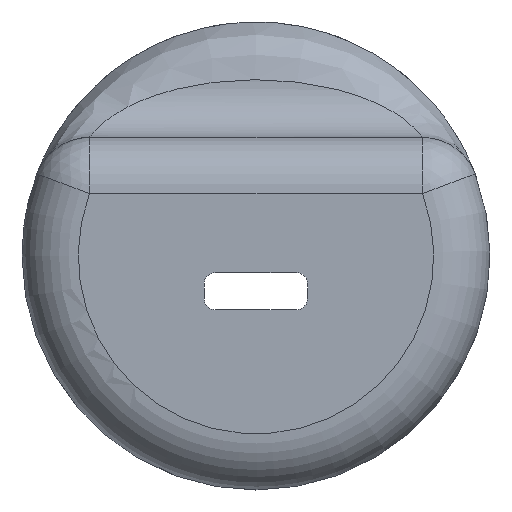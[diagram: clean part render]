
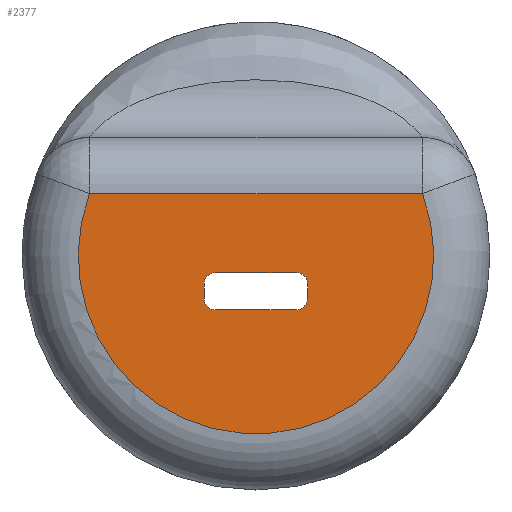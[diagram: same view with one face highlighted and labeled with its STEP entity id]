
A CAD part, front view. The second image highlights one B-rep face of the part: STEP entity #2377.
In plain terms, the highlighted planar face has unit normal (0, -1, 0).
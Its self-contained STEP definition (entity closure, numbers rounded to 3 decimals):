
#37=PLANE('',#2576);
#109=FACE_BOUND('',#329,.T.);
#179=FACE_OUTER_BOUND('',#328,.T.);
#328=EDGE_LOOP('',(#1887,#1888));
#329=EDGE_LOOP('',(#1889,#1890,#1891,#1892,#1893,#1894,#1895,#1896));
#475=CIRCLE('',#2572,15.805);
#477=CIRCLE('',#2577,1.);
#478=CIRCLE('',#2578,1.);
#479=CIRCLE('',#2579,1.);
#480=CIRCLE('',#2580,1.);
#625=LINE('',#4464,#842);
#638=LINE('',#5621,#855);
#639=LINE('',#5625,#856);
#640=LINE('',#5629,#857);
#641=LINE('',#5633,#858);
#842=VECTOR('',#2971,10.);
#855=VECTOR('',#3038,10.);
#856=VECTOR('',#3041,10.);
#857=VECTOR('',#3044,10.);
#858=VECTOR('',#3047,10.);
#1107=VERTEX_POINT('',#4461);
#1108=VERTEX_POINT('',#4463);
#1113=VERTEX_POINT('',#5619);
#1114=VERTEX_POINT('',#5620);
#1115=VERTEX_POINT('',#5622);
#1116=VERTEX_POINT('',#5624);
#1117=VERTEX_POINT('',#5626);
#1118=VERTEX_POINT('',#5628);
#1119=VERTEX_POINT('',#5630);
#1120=VERTEX_POINT('',#5632);
#1374=EDGE_CURVE('',#1107,#1108,#625,.T.);
#1399=EDGE_CURVE('',#1108,#1107,#475,.T.);
#1401=EDGE_CURVE('',#1113,#1114,#638,.T.);
#1402=EDGE_CURVE('',#1115,#1113,#477,.T.);
#1403=EDGE_CURVE('',#1116,#1115,#639,.T.);
#1404=EDGE_CURVE('',#1117,#1116,#478,.T.);
#1405=EDGE_CURVE('',#1118,#1117,#640,.T.);
#1406=EDGE_CURVE('',#1119,#1118,#479,.T.);
#1407=EDGE_CURVE('',#1120,#1119,#641,.T.);
#1408=EDGE_CURVE('',#1114,#1120,#480,.T.);
#1887=ORIENTED_EDGE('',*,*,#1399,.F.);
#1888=ORIENTED_EDGE('',*,*,#1374,.F.);
#1889=ORIENTED_EDGE('',*,*,#1401,.F.);
#1890=ORIENTED_EDGE('',*,*,#1402,.F.);
#1891=ORIENTED_EDGE('',*,*,#1403,.F.);
#1892=ORIENTED_EDGE('',*,*,#1404,.F.);
#1893=ORIENTED_EDGE('',*,*,#1405,.F.);
#1894=ORIENTED_EDGE('',*,*,#1406,.F.);
#1895=ORIENTED_EDGE('',*,*,#1407,.F.);
#1896=ORIENTED_EDGE('',*,*,#1408,.F.);
#2377=ADVANCED_FACE('',(#179,#109),#37,.T.);
#2572=AXIS2_PLACEMENT_3D('',#5614,#3028,#3029);
#2576=AXIS2_PLACEMENT_3D('',#5618,#3036,#3037);
#2577=AXIS2_PLACEMENT_3D('',#5623,#3039,#3040);
#2578=AXIS2_PLACEMENT_3D('',#5627,#3042,#3043);
#2579=AXIS2_PLACEMENT_3D('',#5631,#3045,#3046);
#2580=AXIS2_PLACEMENT_3D('',#5634,#3048,#3049);
#2971=DIRECTION('',(1.,0.,0.));
#3028=DIRECTION('center_axis',(0.,1.,0.));
#3029=DIRECTION('ref_axis',(0.,0.,-1.));
#3036=DIRECTION('center_axis',(0.,-1.,0.));
#3037=DIRECTION('ref_axis',(1.,0.,0.));
#3038=DIRECTION('',(-1.,0.,0.));
#3039=DIRECTION('center_axis',(0.,-1.,0.));
#3040=DIRECTION('ref_axis',(0.707,0.,0.707));
#3041=DIRECTION('',(0.,0.,1.));
#3042=DIRECTION('center_axis',(0.,-1.,0.));
#3043=DIRECTION('ref_axis',(0.707,0.,-0.707));
#3044=DIRECTION('',(1.,0.,0.));
#3045=DIRECTION('center_axis',(0.,-1.,0.));
#3046=DIRECTION('ref_axis',(-0.707,0.,-0.707));
#3047=DIRECTION('',(0.,0.,-1.));
#3048=DIRECTION('center_axis',(0.,-1.,0.));
#3049=DIRECTION('ref_axis',(-0.707,0.,0.707));
#4461=CARTESIAN_POINT('',(-2.266,-1.487,6.338));
#4463=CARTESIAN_POINT('',(27.337,-1.487,6.338));
#4464=CARTESIAN_POINT('',(21.504,-1.487,6.338));
#5614=CARTESIAN_POINT('Origin',(12.536,-1.487,0.795));
#5618=CARTESIAN_POINT('Origin',(12.536,-1.487,0.795));
#5619=CARTESIAN_POINT('',(16.12,-1.487,-0.68));
#5620=CARTESIAN_POINT('',(8.92,-1.487,-0.68));
#5621=CARTESIAN_POINT('',(14.278,-1.487,-0.68));
#5622=CARTESIAN_POINT('',(17.12,-1.487,-1.68));
#5623=CARTESIAN_POINT('Origin',(16.12,-1.487,-1.68));
#5624=CARTESIAN_POINT('',(17.12,-1.487,-2.98));
#5625=CARTESIAN_POINT('',(17.12,-1.487,-1.043));
#5626=CARTESIAN_POINT('',(16.12,-1.487,-3.98));
#5627=CARTESIAN_POINT('Origin',(16.12,-1.487,-2.98));
#5628=CARTESIAN_POINT('',(8.92,-1.487,-3.98));
#5629=CARTESIAN_POINT('',(10.778,-1.487,-3.98));
#5630=CARTESIAN_POINT('',(7.92,-1.487,-2.98));
#5631=CARTESIAN_POINT('Origin',(8.92,-1.487,-2.98));
#5632=CARTESIAN_POINT('',(7.92,-1.487,-1.68));
#5633=CARTESIAN_POINT('',(7.92,-1.487,-0.493));
#5634=CARTESIAN_POINT('Origin',(8.92,-1.487,-1.68));
